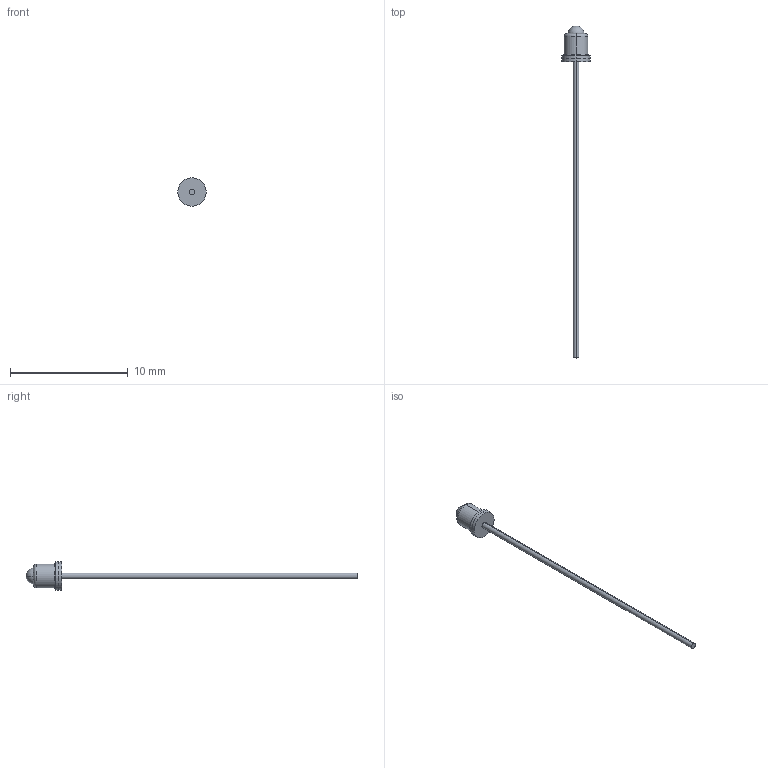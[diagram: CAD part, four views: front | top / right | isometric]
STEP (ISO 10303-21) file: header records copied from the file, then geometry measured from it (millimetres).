
FILE_DESCRIPTION (( 'STEP AP214' ), '1' );
FILE_NAME ('OP515.STEP', '2019-12-03T19:39:45', ( '' ), ( '' ), 'SwSTEP 2.0', 'SolidWorks 2018', '' );
FILE_SCHEMA (( 'AUTOMOTIVE_DESIGN' ));
Length unit declared in the file: inch
Products named in the file (1): OP515
Bounding box: 2.41 x 28.19 x 2.41 mm (x, y, z)
Volume: 14.1 mm3; surface area: 74.6 mm2
Topology: 2 solids, 2 shells, 20 faces, 36 edges, 23 vertices
Faces by surface type: cylinder 8, plane 6, torus 4, sphere 2
Entity records: 815 total; most frequent: DIRECTION 106, CARTESIAN_POINT 80, ORIENTED_EDGE 72, AXIS2_PLACEMENT_3D 49, EDGE_CURVE 36, CIRCLE 28, DIMENSIONAL_EXPONENTS 24, LENGTH_MEASURE_WITH_UNIT 24
